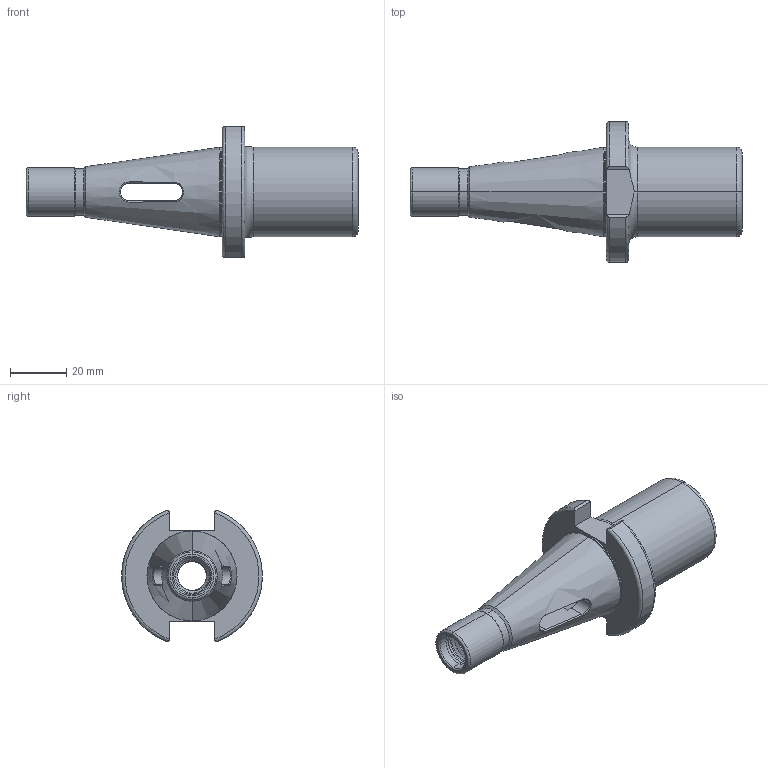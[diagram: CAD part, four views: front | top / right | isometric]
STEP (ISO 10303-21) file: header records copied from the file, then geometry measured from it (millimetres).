
FILE_DESCRIPTION (( 'STEP AP203' ), '1' );
FILE_NAME ('301.07.02.STEP', '2016-10-25T02:10:07', ( '' ), ( '' ), 'SwSTEP 2.0', 'SolidWorks 2012', '' );
FILE_SCHEMA (( 'CONFIG_CONTROL_DESIGN' ));
Length unit declared in the file: millimetre
Products named in the file (1): 301.07.02
Bounding box: 118.4 x 50.2 x 46.86 mm (x, y, z)
Volume: 54724.5 mm3; surface area: 18697.2 mm2
Topology: 1 solids, 1 shells, 109 faces, 279 edges, 172 vertices
Faces by surface type: cylinder 39, plane 23, torus 22, cone 15, bspline 10
Entity records: 7376 total; most frequent: CARTESIAN_POINT 4853, ORIENTED_EDGE 558, DIRECTION 467, EDGE_CURVE 279, AXIS2_PLACEMENT_3D 187, VERTEX_POINT 172, EDGE_LOOP 115, FACE_OUTER_BOUND 109
